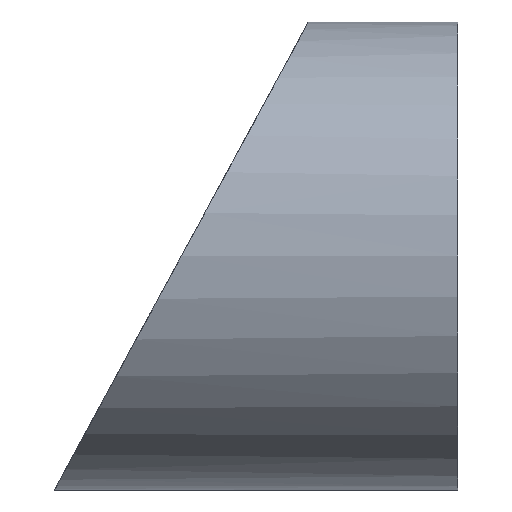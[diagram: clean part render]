
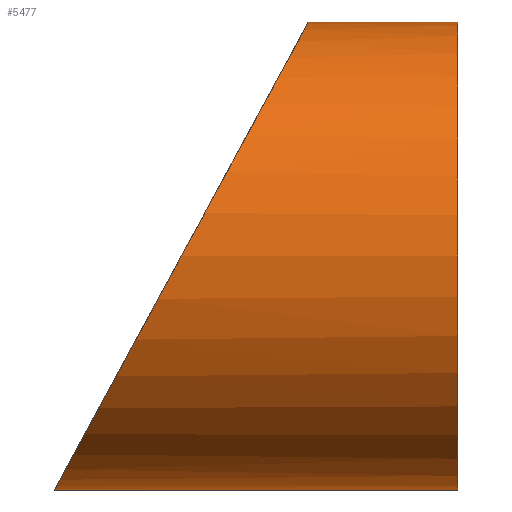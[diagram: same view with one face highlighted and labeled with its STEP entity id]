
A CAD part, left-side view. The second image highlights one B-rep face of the part: STEP entity #5477.
In plain terms, the highlighted cylindrical face has radius 5 mm (diameter 10 mm), a partial arc.
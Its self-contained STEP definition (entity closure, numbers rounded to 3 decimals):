
#692 = CARTESIAN_POINT ( 'NONE',  ( -10., 8.614, -5. ) ) ;
#805 = CARTESIAN_POINT ( 'NONE',  ( 0., 3.186, 5. ) ) ;
#965 = CARTESIAN_POINT ( 'NONE',  ( 0., 15., -5. ) ) ;
#999 = DIRECTION ( 'NONE',  ( 0., -1., 0. ) ) ;
#1011 = EDGE_CURVE ( 'NONE', #12826, #9712, #7242, .T. ) ;
#1039 = VECTOR ( 'NONE', #10143, 1000. ) ;
#1430 = CARTESIAN_POINT ( 'NONE',  ( 0., 3.186, 5. ) ) ;
#1867 = DIRECTION ( 'NONE',  ( 0., 1., 0. ) ) ;
#2601 = EDGE_CURVE ( 'NONE', #11098, #9712, #6251, .T. ) ;
#3041 = DIRECTION ( 'NONE',  ( 0., 0., -1. ) ) ;
#3544 = VECTOR ( 'NONE', #7092, 1000. ) ;
#3651 = CARTESIAN_POINT ( 'NONE',  ( 0., 8.614, -5. ) ) ;
#3863 = CARTESIAN_POINT ( 'NONE',  ( 0., 8.614, -5. ) ) ;
#4933 = VERTEX_POINT ( 'NONE', #3863 ) ;
#5084 = CARTESIAN_POINT ( 'NONE',  ( 0., 15., 0. ) ) ;
#5477 = ADVANCED_FACE ( 'NONE', ( #12300 ), #9297, .T. ) ;
#5814 =( BOUNDED_CURVE ( )  B_SPLINE_CURVE ( 3, ( #805, #9706, #692, #3651 ),
 .UNSPECIFIED., .F., .F. ) 
 B_SPLINE_CURVE_WITH_KNOTS ( ( 4, 4 ),
 ( 0., 3.142 ),
 .UNSPECIFIED. ) 
 CURVE ( )  GEOMETRIC_REPRESENTATION_ITEM ( )  RATIONAL_B_SPLINE_CURVE ( ( 1., 0.333, 0.333, 1. ) ) 
 REPRESENTATION_ITEM ( '' )  );
#5890 = LINE ( 'NONE', #965, #3544 ) ;
#6251 = CIRCLE ( 'NONE', #9657, 5. ) ;
#6715 = EDGE_CURVE ( 'NONE', #4933, #11098, #5890, .T. ) ;
#6793 = ORIENTED_EDGE ( 'NONE', *, *, #2601, .T. ) ;
#7014 = EDGE_LOOP ( 'NONE', ( #11247, #10151, #8798, #6793 ) ) ;
#7092 = DIRECTION ( 'NONE',  ( 0., -1., 0. ) ) ;
#7242 = LINE ( 'NONE', #12222, #1039 ) ;
#8798 = ORIENTED_EDGE ( 'NONE', *, *, #6715, .T. ) ;
#8946 = DIRECTION ( 'NONE',  ( 0., 0., 1. ) ) ;
#9297 = CYLINDRICAL_SURFACE ( 'NONE', #11020, 5. ) ;
#9657 = AXIS2_PLACEMENT_3D ( 'NONE', #13040, #1867, #8946 ) ;
#9706 = CARTESIAN_POINT ( 'NONE',  ( -10., 3.186, 5. ) ) ;
#9712 = VERTEX_POINT ( 'NONE', #10513 ) ;
#10143 = DIRECTION ( 'NONE',  ( 0., -1., 0. ) ) ;
#10151 = ORIENTED_EDGE ( 'NONE', *, *, #12091, .T. ) ;
#10513 = CARTESIAN_POINT ( 'NONE',  ( 0., 0., 5. ) ) ;
#10762 = CARTESIAN_POINT ( 'NONE',  ( 0., 0., -5. ) ) ;
#11020 = AXIS2_PLACEMENT_3D ( 'NONE', #5084, #999, #3041 ) ;
#11098 = VERTEX_POINT ( 'NONE', #10762 ) ;
#11247 = ORIENTED_EDGE ( 'NONE', *, *, #1011, .F. ) ;
#12091 = EDGE_CURVE ( 'NONE', #12826, #4933, #5814, .T. ) ;
#12222 = CARTESIAN_POINT ( 'NONE',  ( 0., 15., 5. ) ) ;
#12300 = FACE_OUTER_BOUND ( 'NONE', #7014, .T. ) ;
#12826 = VERTEX_POINT ( 'NONE', #1430 ) ;
#13040 = CARTESIAN_POINT ( 'NONE',  ( 0., 0., 0. ) ) ;
